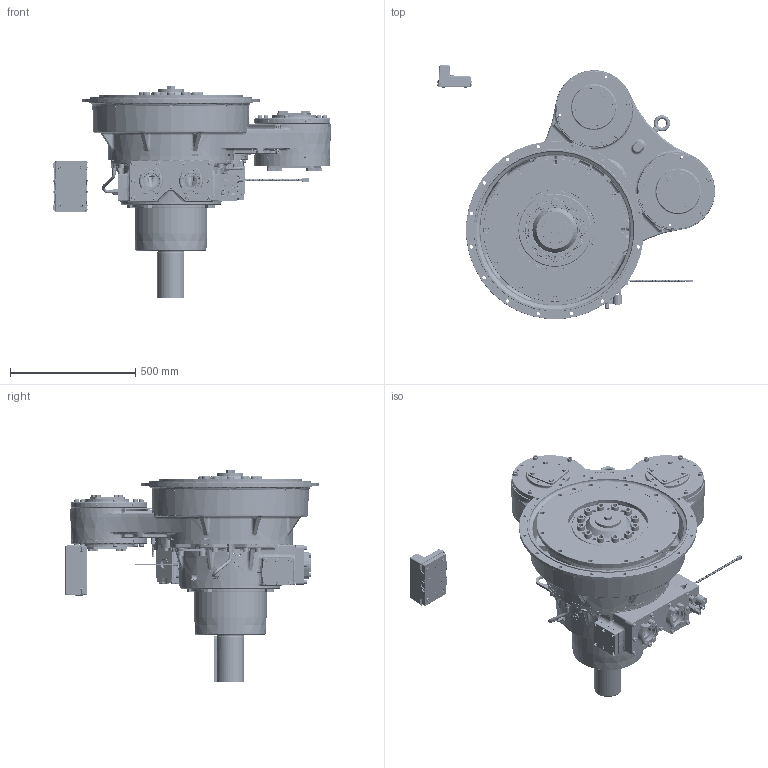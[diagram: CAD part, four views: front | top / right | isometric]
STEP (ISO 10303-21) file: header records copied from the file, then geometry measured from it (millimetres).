
FILE_DESCRIPTION (( 'STEP AP214' ), '1' );
FILE_NAME ('1027950J.step', '2021-06-26T07:13:24', ( 'TDI' ), ( 'Twin Disc Inc' ), 'SwSTEP 2.0', 'SolidWorks 2019', '' );
FILE_SCHEMA (( 'AUTOMOTIVE_DESIGN' ));
Length unit declared in the file: millimetre
Products named in the file (1): 1027950J
Bounding box: 1108.46 x 1014.09 x 848.86 mm (x, y, z)
Surface area: 5265253.4 mm2 (no closed solid volume)
Topology: 0 solids, 1097 shells, 7239 faces, 32280 edges, 25621 vertices
Faces by surface type: plane 2764, cylinder 2060, torus 820, bspline 729, cone 697, sphere 169
Entity records: 553104 total; most frequent: CARTESIAN_POINT 228927, DIRECTION 46687, ORIENTED_EDGE 44983, EDGE_CURVE 32048, VERTEX_POINT 25525, AXIS2_PLACEMENT_3D 15928, LINE 14831, VECTOR 14831
